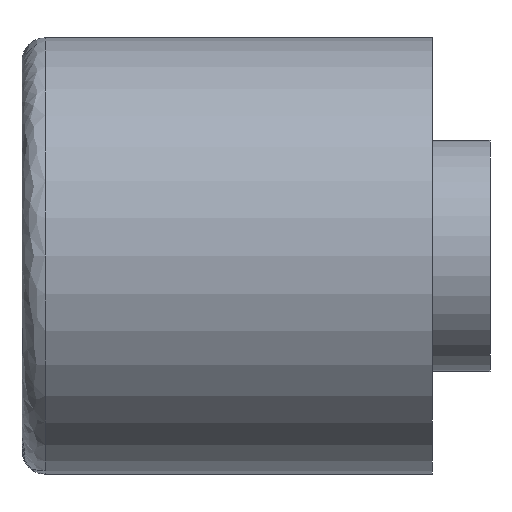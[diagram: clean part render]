
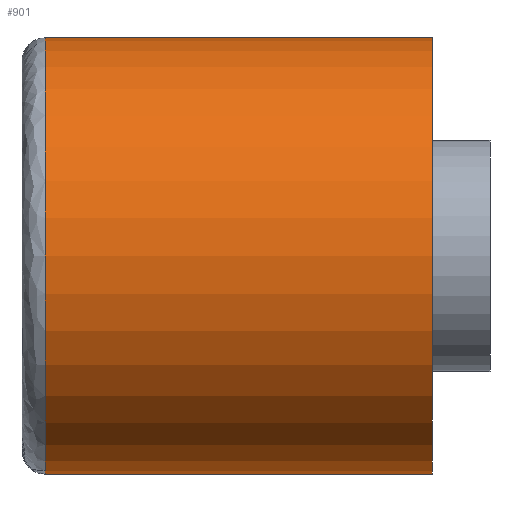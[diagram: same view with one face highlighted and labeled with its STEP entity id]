
A CAD part, left-side view. The second image highlights one B-rep face of the part: STEP entity #901.
In plain terms, the highlighted cylindrical face has radius 18.875 mm (diameter 37.75 mm), a partial arc.
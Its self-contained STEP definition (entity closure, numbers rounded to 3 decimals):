
#26 = CIRCLE ( 'NONE', #760, 18.875 ) ;
#73 = EDGE_CURVE ( 'NONE', #829, #1228, #26, .T. ) ;
#77 = DIRECTION ( 'NONE',  ( 0., 1., 0. ) ) ;
#136 = DIRECTION ( 'NONE',  ( 0., 0., 1. ) ) ;
#179 = DIRECTION ( 'NONE',  ( 0., 0., 1. ) ) ;
#193 = ORIENTED_EDGE ( 'NONE', *, *, #843, .T. ) ;
#274 = ORIENTED_EDGE ( 'NONE', *, *, #1331, .T. ) ;
#314 = VERTEX_POINT ( 'NONE', #1277 ) ;
#372 = DIRECTION ( 'NONE',  ( 0., 0., 1. ) ) ;
#386 = CARTESIAN_POINT ( 'NONE',  ( 0., 0., 18.875 ) ) ;
#398 = AXIS2_PLACEMENT_3D ( 'NONE', #486, #404, #179 ) ;
#404 = DIRECTION ( 'NONE',  ( 0., 1., 0. ) ) ;
#446 = EDGE_CURVE ( 'NONE', #314, #1228, #469, .T. ) ;
#452 = ORIENTED_EDGE ( 'NONE', *, *, #73, .T. ) ;
#469 = LINE ( 'NONE', #681, #927 ) ;
#486 = CARTESIAN_POINT ( 'NONE',  ( 0., 35.5, 0. ) ) ;
#493 = DIRECTION ( 'NONE',  ( 0., 1., 0. ) ) ;
#656 = CARTESIAN_POINT ( 'NONE',  ( 0., 33.5, 0. ) ) ;
#681 = CARTESIAN_POINT ( 'NONE',  ( 0., 35.5, -18.875 ) ) ;
#699 = CARTESIAN_POINT ( 'NONE',  ( 0., 0., 0. ) ) ;
#708 = VECTOR ( 'NONE', #77, 1000. ) ;
#716 = DIRECTION ( 'NONE',  ( 0., 1., 0. ) ) ;
#760 = AXIS2_PLACEMENT_3D ( 'NONE', #656, #1053, #136 ) ;
#766 = CARTESIAN_POINT ( 'NONE',  ( 0., 33.5, 18.875 ) ) ;
#796 = EDGE_LOOP ( 'NONE', ( #1222, #193, #274, #452 ) ) ;
#798 = CYLINDRICAL_SURFACE ( 'NONE', #398, 18.875 ) ;
#808 = CARTESIAN_POINT ( 'NONE',  ( 0., 33.5, -18.875 ) ) ;
#829 = VERTEX_POINT ( 'NONE', #766 ) ;
#843 = EDGE_CURVE ( 'NONE', #314, #884, #1174, .T. ) ;
#884 = VERTEX_POINT ( 'NONE', #386 ) ;
#893 = LINE ( 'NONE', #985, #708 ) ;
#894 = FACE_OUTER_BOUND ( 'NONE', #796, .T. ) ;
#901 = ADVANCED_FACE ( 'NONE', ( #894 ), #798, .T. ) ;
#927 = VECTOR ( 'NONE', #716, 1000. ) ;
#985 = CARTESIAN_POINT ( 'NONE',  ( 0., 35.5, 18.875 ) ) ;
#1044 = AXIS2_PLACEMENT_3D ( 'NONE', #699, #493, #372 ) ;
#1053 = DIRECTION ( 'NONE',  ( 0., -1., 0. ) ) ;
#1174 = CIRCLE ( 'NONE', #1044, 18.875 ) ;
#1222 = ORIENTED_EDGE ( 'NONE', *, *, #446, .F. ) ;
#1228 = VERTEX_POINT ( 'NONE', #808 ) ;
#1277 = CARTESIAN_POINT ( 'NONE',  ( 0., 0., -18.875 ) ) ;
#1331 = EDGE_CURVE ( 'NONE', #884, #829, #893, .T. ) ;
